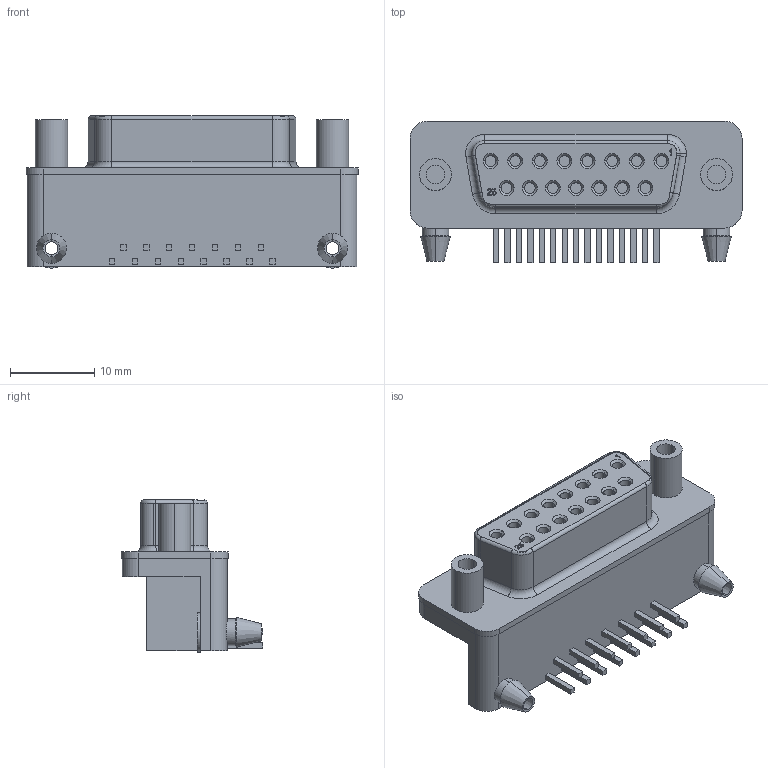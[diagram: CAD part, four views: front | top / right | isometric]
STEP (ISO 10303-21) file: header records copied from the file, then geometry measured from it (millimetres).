
FILE_DESCRIPTION (( 'STEP AP214' ), '1' );
FILE_NAME ('15DEFAU0315202336952.step', '2006-03-16T01:02:38', ( 'SysAdmin' ), ( 'SolidWorks' ), 'SwSTEP 2.0', 'SolidWorks 2006032', '' );
FILE_SCHEMA (( 'AUTOMOTIVE_DESIGN' ));
Length unit declared in the file: inch
Products named in the file (1): 15DEFAU0315202336952
Bounding box: 39.37 x 16.79 x 18.05 mm (x, y, z)
Volume: 4974.6 mm3; surface area: 3424.7 mm2
Topology: 1 solids, 1 shells, 299 faces, 706 edges, 446 vertices
Faces by surface type: plane 143, cylinder 76, cone 50, bspline 20, torus 10
Entity records: 11904 total; most frequent: CARTESIAN_POINT 3352, DIRECTION 1418, ORIENTED_EDGE 1412, EDGE_CURVE 706, AXIS2_PLACEMENT_3D 488, VERTEX_POINT 446, VECTOR 442, LINE 442
